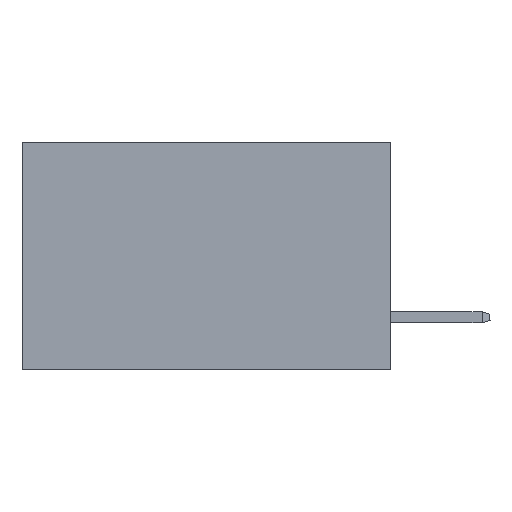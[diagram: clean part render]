
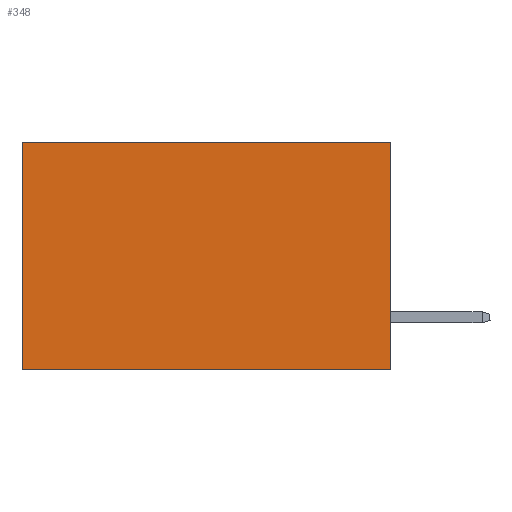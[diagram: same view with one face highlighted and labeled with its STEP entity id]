
A CAD part, left-side view. The second image highlights one B-rep face of the part: STEP entity #348.
In plain terms, the highlighted planar face has unit normal (-1, 0, 0).
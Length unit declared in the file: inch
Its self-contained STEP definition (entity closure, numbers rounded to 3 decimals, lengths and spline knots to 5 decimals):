
#348 = ADVANCED_FACE ( 'NONE', ( #4526 ), #33668, .F. ) ;
#1207 = EDGE_CURVE ( 'NONE', #22886, #35088, #34856, .T. ) ;
#1708 = AXIS2_PLACEMENT_3D ( 'NONE', #25222, #34191, #10760 ) ;
#1723 = VECTOR ( 'NONE', #33591, 39.37008 ) ;
#3790 = CARTESIAN_POINT ( 'NONE',  ( 0.2875, 0.6, 0. ) ) ;
#3930 = VERTEX_POINT ( 'NONE', #14957 ) ;
#3986 = ORIENTED_EDGE ( 'NONE', *, *, #28775, .F. ) ;
#4526 = FACE_OUTER_BOUND ( 'NONE', #32771, .T. ) ;
#4714 = CARTESIAN_POINT ( 'NONE',  ( 0.2875, 0.6, -0.37 ) ) ;
#5827 = DIRECTION ( 'NONE',  ( 0., 0., -1. ) ) ;
#8649 = VECTOR ( 'NONE', #5827, 39.37008 ) ;
#9254 = DIRECTION ( 'NONE',  ( 0., 1., 0. ) ) ;
#10760 = DIRECTION ( 'NONE',  ( 0., 0., -1. ) ) ;
#11463 = CARTESIAN_POINT ( 'NONE',  ( 0.2875, 0., 0. ) ) ;
#12631 = EDGE_CURVE ( 'NONE', #3930, #24640, #38097, .T. ) ;
#14957 = CARTESIAN_POINT ( 'NONE',  ( 0.2875, 0., -0.37 ) ) ;
#14982 = VECTOR ( 'NONE', #9254, 39.37008 ) ;
#21155 = LINE ( 'NONE', #23802, #8649 ) ;
#21660 = EDGE_CURVE ( 'NONE', #35088, #24640, #23461, .T. ) ;
#22467 = VECTOR ( 'NONE', #25329, 39.37008 ) ;
#22886 = VERTEX_POINT ( 'NONE', #11463 ) ;
#23202 = ORIENTED_EDGE ( 'NONE', *, *, #21660, .T. ) ;
#23461 = LINE ( 'NONE', #27424, #1723 ) ;
#23802 = CARTESIAN_POINT ( 'NONE',  ( 0.2875, 0., 0. ) ) ;
#24640 = VERTEX_POINT ( 'NONE', #4714 ) ;
#25222 = CARTESIAN_POINT ( 'NONE',  ( 0.2875, 0., 0. ) ) ;
#25329 = DIRECTION ( 'NONE',  ( 0., 1., 0. ) ) ;
#25983 = ORIENTED_EDGE ( 'NONE', *, *, #1207, .T. ) ;
#27424 = CARTESIAN_POINT ( 'NONE',  ( 0.2875, 0.6, 0. ) ) ;
#28775 = EDGE_CURVE ( 'NONE', #22886, #3930, #21155, .T. ) ;
#29712 = CARTESIAN_POINT ( 'NONE',  ( 0.2875, 0., 0. ) ) ;
#32771 = EDGE_LOOP ( 'NONE', ( #23202, #34728, #3986, #25983 ) ) ;
#33591 = DIRECTION ( 'NONE',  ( 0., 0., -1. ) ) ;
#33668 = PLANE ( 'NONE',  #1708 ) ;
#34191 = DIRECTION ( 'NONE',  ( 1., 0., 0. ) ) ;
#34728 = ORIENTED_EDGE ( 'NONE', *, *, #12631, .F. ) ;
#34856 = LINE ( 'NONE', #29712, #14982 ) ;
#35088 = VERTEX_POINT ( 'NONE', #3790 ) ;
#37027 = CARTESIAN_POINT ( 'NONE',  ( 0.2875, 0., -0.37 ) ) ;
#38097 = LINE ( 'NONE', #37027, #22467 ) ;
